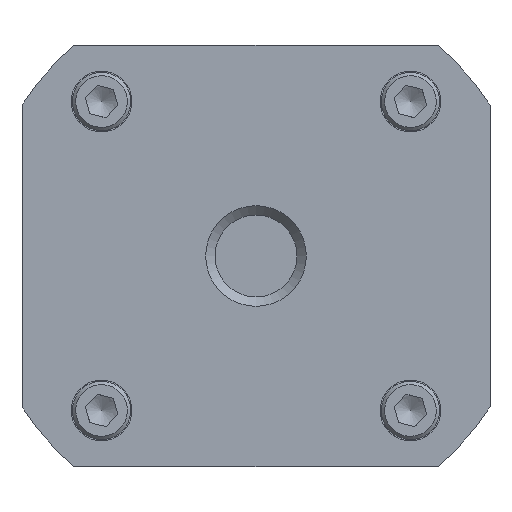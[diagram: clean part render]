
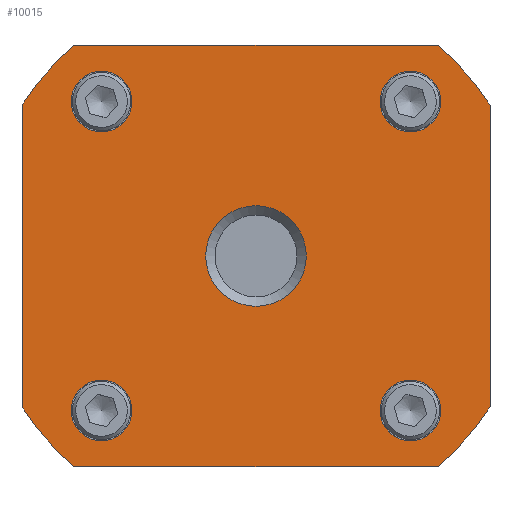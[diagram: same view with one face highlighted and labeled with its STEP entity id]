
A CAD part, front view. The second image highlights one B-rep face of the part: STEP entity #10015.
In plain terms, the highlighted planar face has unit normal (0, -1, 0).
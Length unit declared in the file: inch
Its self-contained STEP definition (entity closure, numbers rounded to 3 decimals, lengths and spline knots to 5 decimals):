
#9608=CARTESIAN_POINT('',(0.97316,0.,1.125));
#9609=VERTEX_POINT('',#9608);
#9618=CARTESIAN_POINT('',(1.25,0.,0.80632));
#9619=VERTEX_POINT('',#9618);
#9620=CARTESIAN_POINT('',(0.0,0.0,0.0));
#9621=DIRECTION('',(0.0,1.0,0.0));
#9622=DIRECTION('',(1.0,0.0,0.0));
#9623=AXIS2_PLACEMENT_3D('',#9620,#9621,#9622);
#9624=CIRCLE('',#9623,1.4875);
#9625=EDGE_CURVE('',#9609,#9619,#9624,.T.);
#9650=CARTESIAN_POINT('',(1.25,0.,-0.80632));
#9651=VERTEX_POINT('',#9650);
#9660=CARTESIAN_POINT('',(0.97316,0.,-1.125));
#9661=VERTEX_POINT('',#9660);
#9662=CARTESIAN_POINT('',(0.0,0.0,0.0));
#9663=DIRECTION('',(0.0,1.0,0.0));
#9664=DIRECTION('',(1.0,0.0,0.0));
#9665=AXIS2_PLACEMENT_3D('',#9662,#9663,#9664);
#9666=CIRCLE('',#9665,1.4875);
#9667=EDGE_CURVE('',#9651,#9661,#9666,.T.);
#9693=CARTESIAN_POINT('',(-0.97316,0.,-1.125));
#9694=VERTEX_POINT('',#9693);
#9695=CARTESIAN_POINT('',(0.97316,0.,-1.125));
#9696=DIRECTION('',(-1.0,0.0,0.0));
#9697=VECTOR('',#9696,1.94631);
#9698=LINE('',#9695,#9697);
#9699=EDGE_CURVE('',#9661,#9694,#9698,.T.);
#9724=CARTESIAN_POINT('',(-1.25,0.,-0.80632));
#9725=VERTEX_POINT('',#9724);
#9726=CARTESIAN_POINT('',(0.0,0.0,0.0));
#9727=DIRECTION('',(0.0,1.0,0.0));
#9728=DIRECTION('',(1.0,0.0,0.0));
#9729=AXIS2_PLACEMENT_3D('',#9726,#9727,#9728);
#9730=CIRCLE('',#9729,1.4875);
#9731=EDGE_CURVE('',#9694,#9725,#9730,.T.);
#9756=CARTESIAN_POINT('',(-1.25,0.,0.80632));
#9757=VERTEX_POINT('',#9756);
#9766=CARTESIAN_POINT('',(-0.97316,0.,1.125));
#9767=VERTEX_POINT('',#9766);
#9768=CARTESIAN_POINT('',(0.0,0.0,0.0));
#9769=DIRECTION('',(0.0,1.0,0.0));
#9770=DIRECTION('',(1.0,0.0,0.0));
#9771=AXIS2_PLACEMENT_3D('',#9768,#9769,#9770);
#9772=CIRCLE('',#9771,1.4875);
#9773=EDGE_CURVE('',#9757,#9767,#9772,.T.);
#9799=CARTESIAN_POINT('',(-0.97316,0.,1.125));
#9800=DIRECTION('',(1.0,0.0,0.0));
#9801=VECTOR('',#9800,1.94631);
#9802=LINE('',#9799,#9801);
#9803=EDGE_CURVE('',#9767,#9609,#9802,.T.);
#9821=CARTESIAN_POINT('',(1.25,0.,0.80632));
#9822=DIRECTION('',(0.0,0.0,-1.0));
#9823=VECTOR('',#9822,1.61265);
#9824=LINE('',#9821,#9823);
#9825=EDGE_CURVE('',#9619,#9651,#9824,.T.);
#9886=CARTESIAN_POINT('',(-1.25,0.,-0.80632));
#9887=DIRECTION('',(0.0,0.0,1.0));
#9888=VECTOR('',#9887,1.61265);
#9889=LINE('',#9886,#9888);
#9890=EDGE_CURVE('',#9725,#9757,#9889,.T.);
#9945=CARTESIAN_POINT('',(0.,0.,0.));
#9946=DIRECTION('',(0.0,1.0,0.0));
#9947=DIRECTION('',(0.0,0.0,-1.0));
#9948=AXIS2_PLACEMENT_3D('',#9945,#9946,#9947);
#9949=PLANE('',#9948);
#9950=ORIENTED_EDGE('',*,*,#9625,.F.);
#9951=ORIENTED_EDGE('',*,*,#9803,.F.);
#9952=ORIENTED_EDGE('',*,*,#9773,.F.);
#9953=ORIENTED_EDGE('',*,*,#9890,.F.);
#9954=ORIENTED_EDGE('',*,*,#9731,.F.);
#9955=ORIENTED_EDGE('',*,*,#9699,.F.);
#9956=ORIENTED_EDGE('',*,*,#9667,.F.);
#9957=ORIENTED_EDGE('',*,*,#9825,.F.);
#9958=EDGE_LOOP('',(#9950,#9951,#9952,#9953,#9954,#9955,#9956,#9957));
#9959=FACE_OUTER_BOUND('',#9958,.T.);
#9960=CARTESIAN_POINT('',(0.6625,0.,-0.825));
#9961=VERTEX_POINT('',#9960);
#9962=CARTESIAN_POINT('',(0.825,0.,-0.825));
#9963=DIRECTION('',(0.0,1.0,0.0));
#9964=DIRECTION('',(-1.0,0.0,0.0));
#9965=AXIS2_PLACEMENT_3D('',#9962,#9963,#9964);
#9966=CIRCLE('',#9965,0.1625);
#9967=EDGE_CURVE('',#9961,#9961,#9966,.T.);
#9968=ORIENTED_EDGE('',*,*,#9967,.T.);
#9969=EDGE_LOOP('',(#9968));
#9970=FACE_BOUND('',#9969,.T.);
#9971=CARTESIAN_POINT('',(-0.9875,0.,-0.825));
#9972=VERTEX_POINT('',#9971);
#9973=CARTESIAN_POINT('',(-0.825,0.,-0.825));
#9974=DIRECTION('',(0.0,1.0,0.0));
#9975=DIRECTION('',(-1.0,0.0,0.0));
#9976=AXIS2_PLACEMENT_3D('',#9973,#9974,#9975);
#9977=CIRCLE('',#9976,0.1625);
#9978=EDGE_CURVE('',#9972,#9972,#9977,.T.);
#9979=ORIENTED_EDGE('',*,*,#9978,.T.);
#9980=EDGE_LOOP('',(#9979));
#9981=FACE_BOUND('',#9980,.T.);
#9982=CARTESIAN_POINT('',(0.6625,0.,0.825));
#9983=VERTEX_POINT('',#9982);
#9984=CARTESIAN_POINT('',(0.825,0.,0.825));
#9985=DIRECTION('',(0.0,1.0,0.0));
#9986=DIRECTION('',(-1.0,0.0,0.0));
#9987=AXIS2_PLACEMENT_3D('',#9984,#9985,#9986);
#9988=CIRCLE('',#9987,0.1625);
#9989=EDGE_CURVE('',#9983,#9983,#9988,.T.);
#9990=ORIENTED_EDGE('',*,*,#9989,.T.);
#9991=EDGE_LOOP('',(#9990));
#9992=FACE_BOUND('',#9991,.T.);
#9993=CARTESIAN_POINT('',(-0.9875,0.,0.825));
#9994=VERTEX_POINT('',#9993);
#9995=CARTESIAN_POINT('',(-0.825,0.,0.825));
#9996=DIRECTION('',(0.0,1.0,0.0));
#9997=DIRECTION('',(-1.0,0.0,0.0));
#9998=AXIS2_PLACEMENT_3D('',#9995,#9996,#9997);
#9999=CIRCLE('',#9998,0.1625);
#10000=EDGE_CURVE('',#9994,#9994,#9999,.T.);
#10001=ORIENTED_EDGE('',*,*,#10000,.T.);
#10002=EDGE_LOOP('',(#10001));
#10003=FACE_BOUND('',#10002,.T.);
#10004=CARTESIAN_POINT('',(-0.26875,0.,0.));
#10005=VERTEX_POINT('',#10004);
#10006=CARTESIAN_POINT('',(0.0,0.0,0.0));
#10007=DIRECTION('',(0.0,-1.0,0.0));
#10008=DIRECTION('',(1.0,0.0,0.0));
#10009=AXIS2_PLACEMENT_3D('',#10006,#10007,#10008);
#10010=CIRCLE('',#10009,0.26875);
#10011=EDGE_CURVE('',#10005,#10005,#10010,.T.);
#10012=ORIENTED_EDGE('',*,*,#10011,.F.);
#10013=EDGE_LOOP('',(#10012));
#10014=FACE_BOUND('',#10013,.T.);
#10015=ADVANCED_FACE('',(#9959,#9970,#9981,#9992,#10003,#10014),#9949,.F.);
